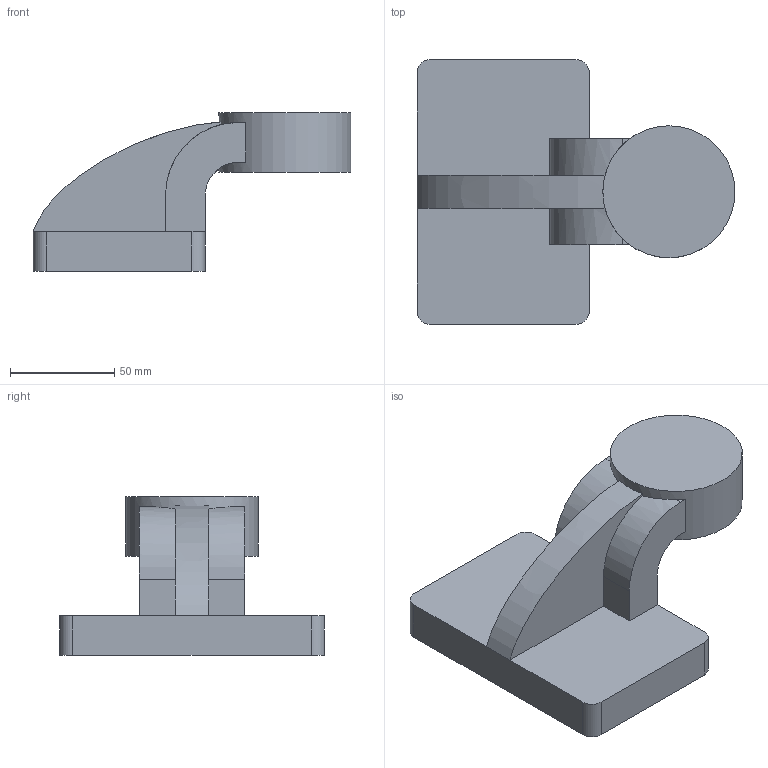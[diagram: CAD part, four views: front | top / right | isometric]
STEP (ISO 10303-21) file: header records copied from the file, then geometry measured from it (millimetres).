
FILE_DESCRIPTION( ( '' ), ' ' );
FILE_NAME( '5900579b81e43510ea374a80.step', '2017-04-26T08:17:32', ( '' ), ( '' ), ' ', ' ', ' ' );
FILE_SCHEMA( ( 'AUTOMOTIVE_DESIGN { 1 0 10303 214 1 1 1 1 }' ) );
Length unit declared in the file: metre
Products named in the file (1): Part 1
Bounding box: 152.4 x 127 x 76.2 mm (x, y, z)
Volume: 373436 mm3; surface area: 50101.5 mm2
Topology: 1 solids, 1 shells, 28 faces, 73 edges, 48 vertices
Faces by surface type: plane 19, cylinder 8, extrusion 1
Full cylindrical faces by diameter (mm): 63.302 x1
Entity records: 1157 total; most frequent: CARTESIAN_POINT 222, ORIENTED_EDGE 144, DIRECTION 143, EDGE_CURVE 72, AXIS2_PLACEMENT_3D 48, VERTEX_POINT 48, VECTOR 47, LINE 46
